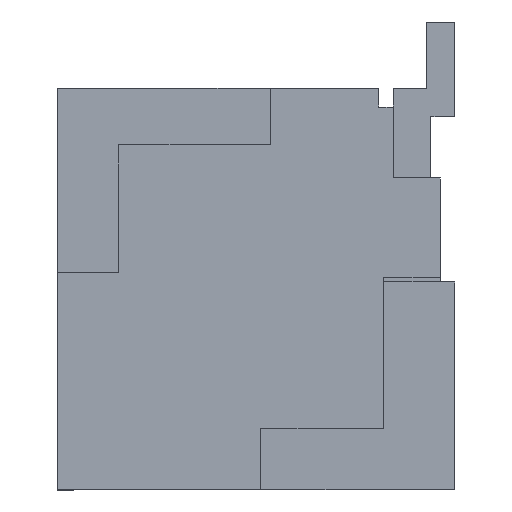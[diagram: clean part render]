
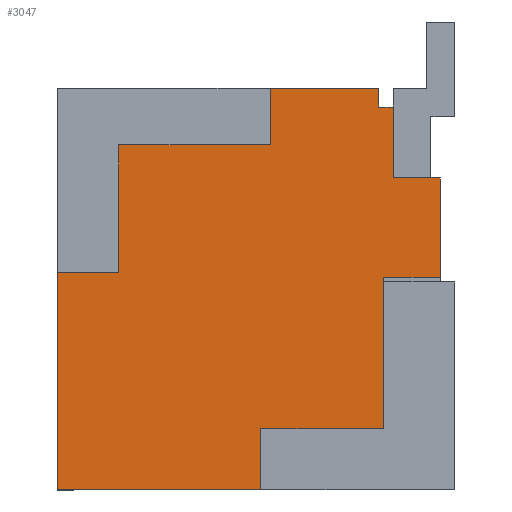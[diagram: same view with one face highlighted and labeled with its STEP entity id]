
A CAD part, left-side view. The second image highlights one B-rep face of the part: STEP entity #3047.
In plain terms, the highlighted planar face has unit normal (-1, 0, 0).
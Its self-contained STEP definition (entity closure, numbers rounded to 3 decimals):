
#18 = CARTESIAN_POINT ( 'NONE',  ( -12., 1.725, -0.525 ) ) ;
#49 = VERTEX_POINT ( 'NONE', #3774 ) ;
#54 = CARTESIAN_POINT ( 'NONE',  ( -12., 3.875, -0.525 ) ) ;
#83 = VERTEX_POINT ( 'NONE', #1442 ) ;
#123 = DIRECTION ( 'NONE',  ( 0., -1., 0. ) ) ;
#137 = DIRECTION ( 'NONE',  ( 0., 0., -1. ) ) ;
#188 = AXIS2_PLACEMENT_3D ( 'NONE', #1428, #555, #137 ) ;
#253 = EDGE_CURVE ( 'NONE', #5050, #561, #2899, .T. ) ;
#269 = VERTEX_POINT ( 'NONE', #2302 ) ;
#275 = ORIENTED_EDGE ( 'NONE', *, *, #552, .F. ) ;
#359 = ORIENTED_EDGE ( 'NONE', *, *, #4530, .F. ) ;
#396 = CARTESIAN_POINT ( 'NONE',  ( -12., -0.175, 1.725 ) ) ;
#470 = FACE_OUTER_BOUND ( 'NONE', #2157, .T. ) ;
#499 = VECTOR ( 'NONE', #4533, 1000. ) ;
#508 = LINE ( 'NONE', #1822, #4731 ) ;
#551 = CARTESIAN_POINT ( 'NONE',  ( -12., 0.425, 1.725 ) ) ;
#552 = EDGE_CURVE ( 'NONE', #5064, #3640, #4070, .T. ) ;
#555 = DIRECTION ( 'NONE',  ( 1., 0., 0. ) ) ;
#561 = VERTEX_POINT ( 'NONE', #2687 ) ;
#586 = EDGE_CURVE ( 'NONE', #269, #5151, #3435, .T. ) ;
#599 = LINE ( 'NONE', #4778, #2709 ) ;
#609 = LINE ( 'NONE', #3492, #5485 ) ;
#611 = CARTESIAN_POINT ( 'NONE',  ( -12., 3.225, 3.125 ) ) ;
#671 = CARTESIAN_POINT ( 'NONE',  ( -12., 1.625, 3.725 ) ) ;
#784 = DIRECTION ( 'NONE',  ( 0., 0., -1. ) ) ;
#845 = VERTEX_POINT ( 'NONE', #1880 ) ;
#906 = LINE ( 'NONE', #3898, #5641 ) ;
#960 = ORIENTED_EDGE ( 'NONE', *, *, #2513, .T. ) ;
#1123 = CARTESIAN_POINT ( 'NONE',  ( -12., 3.875, 1.775 ) ) ;
#1129 = EDGE_CURVE ( 'NONE', #3640, #5102, #2785, .T. ) ;
#1165 = LINE ( 'NONE', #2696, #3090 ) ;
#1239 = DIRECTION ( 'NONE',  ( 0., 0., 1. ) ) ;
#1241 = DIRECTION ( 'NONE',  ( 0., -1., 0. ) ) ;
#1258 = LINE ( 'NONE', #5895, #1338 ) ;
#1278 = ORIENTED_EDGE ( 'NONE', *, *, #4024, .T. ) ;
#1317 = ORIENTED_EDGE ( 'NONE', *, *, #5628, .T. ) ;
#1338 = VECTOR ( 'NONE', #3150, 1000. ) ;
#1344 = CARTESIAN_POINT ( 'NONE',  ( -12., 0.425, 3.725 ) ) ;
#1360 = DIRECTION ( 'NONE',  ( 0., -1., 0. ) ) ;
#1409 = DIRECTION ( 'NONE',  ( 0., 1., 0. ) ) ;
#1428 = CARTESIAN_POINT ( 'NONE',  ( -12., 3.875, 3.725 ) ) ;
#1442 = CARTESIAN_POINT ( 'NONE',  ( -12., -0.175, 2.775 ) ) ;
#1450 = CARTESIAN_POINT ( 'NONE',  ( -12., 3.875, 3.725 ) ) ;
#1536 = VECTOR ( 'NONE', #1409, 1000. ) ;
#1617 = DIRECTION ( 'NONE',  ( 0., 0., 1. ) ) ;
#1628 = ORIENTED_EDGE ( 'NONE', *, *, #4700, .F. ) ;
#1641 = LINE ( 'NONE', #5498, #2852 ) ;
#1673 = EDGE_CURVE ( 'NONE', #4882, #83, #906, .T. ) ;
#1822 = CARTESIAN_POINT ( 'NONE',  ( -12., 3.875, 3.125 ) ) ;
#1836 = VECTOR ( 'NONE', #1241, 1000. ) ;
#1869 = EDGE_CURVE ( 'NONE', #3532, #83, #1641, .T. ) ;
#1873 = CARTESIAN_POINT ( 'NONE',  ( -12., 3.225, 1.775 ) ) ;
#1880 = CARTESIAN_POINT ( 'NONE',  ( -12., 0.475, 3.525 ) ) ;
#1881 = ORIENTED_EDGE ( 'NONE', *, *, #3294, .T. ) ;
#2063 = ORIENTED_EDGE ( 'NONE', *, *, #586, .F. ) ;
#2072 = CARTESIAN_POINT ( 'NONE',  ( -12., 0.325, 2.775 ) ) ;
#2076 = DIRECTION ( 'NONE',  ( 0., -1., 0. ) ) ;
#2117 = LINE ( 'NONE', #3398, #3489 ) ;
#2157 = EDGE_LOOP ( 'NONE', ( #359, #3514, #275, #3823, #5418, #5298, #1628, #4947, #5311, #4382, #2576, #1278, #1317, #1881, #960, #2063 ) ) ;
#2158 = CARTESIAN_POINT ( 'NONE',  ( -12., 0.325, 3.525 ) ) ;
#2168 = VERTEX_POINT ( 'NONE', #18 ) ;
#2220 = VERTEX_POINT ( 'NONE', #3690 ) ;
#2302 = CARTESIAN_POINT ( 'NONE',  ( -12., 1.625, 3.125 ) ) ;
#2342 = LINE ( 'NONE', #2539, #1836 ) ;
#2513 = EDGE_CURVE ( 'NONE', #49, #5151, #3105, .T. ) ;
#2539 = CARTESIAN_POINT ( 'NONE',  ( -12., 3.875, -0.525 ) ) ;
#2546 = VECTOR ( 'NONE', #1360, 1000. ) ;
#2576 = ORIENTED_EDGE ( 'NONE', *, *, #1673, .F. ) ;
#2651 = DIRECTION ( 'NONE',  ( 0., 1., 0. ) ) ;
#2687 = CARTESIAN_POINT ( 'NONE',  ( -12., 0.425, 0.125 ) ) ;
#2696 = CARTESIAN_POINT ( 'NONE',  ( -12., 3.875, 3.725 ) ) ;
#2709 = VECTOR ( 'NONE', #2947, 1000. ) ;
#2715 = DIRECTION ( 'NONE',  ( 0., 0., 1. ) ) ;
#2785 = LINE ( 'NONE', #2976, #4386 ) ;
#2852 = VECTOR ( 'NONE', #4627, 1000. ) ;
#2861 = EDGE_CURVE ( 'NONE', #3532, #5050, #4472, .T. ) ;
#2899 = LINE ( 'NONE', #1344, #499 ) ;
#2903 = DIRECTION ( 'NONE',  ( 0., 1., 0. ) ) ;
#2938 = EDGE_CURVE ( 'NONE', #5497, #5064, #1165, .T. ) ;
#2947 = DIRECTION ( 'NONE',  ( 0., 0., 1. ) ) ;
#2951 = VECTOR ( 'NONE', #2651, 1000. ) ;
#2976 = CARTESIAN_POINT ( 'NONE',  ( -12., 3.225, 3.725 ) ) ;
#3047 = ADVANCED_FACE ( 'NONE', ( #470 ), #4637, .F. ) ;
#3090 = VECTOR ( 'NONE', #4509, 1000. ) ;
#3105 = LINE ( 'NONE', #1450, #1536 ) ;
#3150 = DIRECTION ( 'NONE',  ( 0., 1., 0. ) ) ;
#3285 = VECTOR ( 'NONE', #2715, 1000. ) ;
#3294 = EDGE_CURVE ( 'NONE', #845, #49, #609, .T. ) ;
#3398 = CARTESIAN_POINT ( 'NONE',  ( -12., 3.875, 0.125 ) ) ;
#3435 = LINE ( 'NONE', #5030, #3285 ) ;
#3489 = VECTOR ( 'NONE', #2903, 1000. ) ;
#3492 = CARTESIAN_POINT ( 'NONE',  ( -12., 0.475, 3.525 ) ) ;
#3512 = CARTESIAN_POINT ( 'NONE',  ( -12., 1.725, -0.525 ) ) ;
#3514 = ORIENTED_EDGE ( 'NONE', *, *, #1129, .F. ) ;
#3532 = VERTEX_POINT ( 'NONE', #396 ) ;
#3640 = VERTEX_POINT ( 'NONE', #1873 ) ;
#3659 = LINE ( 'NONE', #3512, #4815 ) ;
#3690 = CARTESIAN_POINT ( 'NONE',  ( -12., 1.725, 0.125 ) ) ;
#3733 = EDGE_CURVE ( 'NONE', #2220, #2168, #3659, .T. ) ;
#3774 = CARTESIAN_POINT ( 'NONE',  ( -12., 0.475, 3.725 ) ) ;
#3823 = ORIENTED_EDGE ( 'NONE', *, *, #2938, .F. ) ;
#3898 = CARTESIAN_POINT ( 'NONE',  ( -12., 3.875, 2.775 ) ) ;
#4024 = EDGE_CURVE ( 'NONE', #4882, #5250, #599, .T. ) ;
#4070 = LINE ( 'NONE', #5937, #2546 ) ;
#4080 = CARTESIAN_POINT ( 'NONE',  ( -12., 3.875, 1.725 ) ) ;
#4382 = ORIENTED_EDGE ( 'NONE', *, *, #1869, .T. ) ;
#4386 = VECTOR ( 'NONE', #1617, 1000. ) ;
#4472 = LINE ( 'NONE', #4080, #2951 ) ;
#4509 = DIRECTION ( 'NONE',  ( 0., 0., 1. ) ) ;
#4530 = EDGE_CURVE ( 'NONE', #5102, #269, #508, .T. ) ;
#4533 = DIRECTION ( 'NONE',  ( 0., 0., -1. ) ) ;
#4627 = DIRECTION ( 'NONE',  ( 0., 0., 1. ) ) ;
#4637 = PLANE ( 'NONE',  #188 ) ;
#4700 = EDGE_CURVE ( 'NONE', #561, #2220, #2117, .T. ) ;
#4731 = VECTOR ( 'NONE', #123, 1000. ) ;
#4778 = CARTESIAN_POINT ( 'NONE',  ( -12., 0.325, 2.775 ) ) ;
#4815 = VECTOR ( 'NONE', #784, 1000. ) ;
#4882 = VERTEX_POINT ( 'NONE', #2072 ) ;
#4947 = ORIENTED_EDGE ( 'NONE', *, *, #253, .F. ) ;
#5030 = CARTESIAN_POINT ( 'NONE',  ( -12., 1.625, 3.725 ) ) ;
#5050 = VERTEX_POINT ( 'NONE', #551 ) ;
#5064 = VERTEX_POINT ( 'NONE', #1123 ) ;
#5102 = VERTEX_POINT ( 'NONE', #611 ) ;
#5151 = VERTEX_POINT ( 'NONE', #671 ) ;
#5250 = VERTEX_POINT ( 'NONE', #2158 ) ;
#5298 = ORIENTED_EDGE ( 'NONE', *, *, #3733, .F. ) ;
#5311 = ORIENTED_EDGE ( 'NONE', *, *, #2861, .F. ) ;
#5418 = ORIENTED_EDGE ( 'NONE', *, *, #5435, .T. ) ;
#5435 = EDGE_CURVE ( 'NONE', #5497, #2168, #2342, .T. ) ;
#5485 = VECTOR ( 'NONE', #1239, 1000. ) ;
#5497 = VERTEX_POINT ( 'NONE', #54 ) ;
#5498 = CARTESIAN_POINT ( 'NONE',  ( -12., -0.175, 3.725 ) ) ;
#5628 = EDGE_CURVE ( 'NONE', #5250, #845, #1258, .T. ) ;
#5641 = VECTOR ( 'NONE', #2076, 1000. ) ;
#5895 = CARTESIAN_POINT ( 'NONE',  ( -12., 0.325, 3.525 ) ) ;
#5937 = CARTESIAN_POINT ( 'NONE',  ( -12., 3.875, 1.775 ) ) ;
